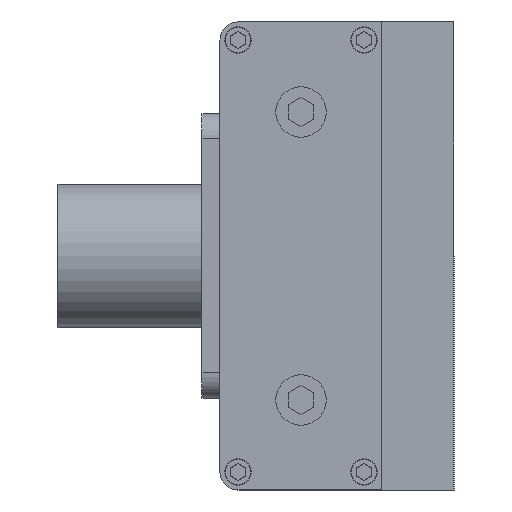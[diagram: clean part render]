
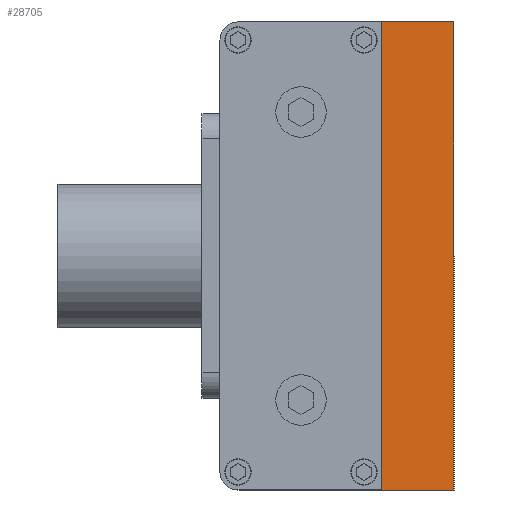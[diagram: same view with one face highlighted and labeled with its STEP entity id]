
A CAD part, left-side view. The second image highlights one B-rep face of the part: STEP entity #28705.
In plain terms, the highlighted planar face has unit normal (-1, 0, 0).
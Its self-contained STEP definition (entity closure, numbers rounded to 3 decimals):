
#591 = AXIS2_PLACEMENT_3D ( 'NONE', #9332, #6263, #21147 ) ;
#736 = ORIENTED_EDGE ( 'NONE', *, *, #23639, .F. ) ;
#2804 = VERTEX_POINT ( 'NONE', #11513 ) ;
#3275 = EDGE_CURVE ( 'NONE', #15219, #8016, #32953, .T. ) ;
#6263 = DIRECTION ( 'NONE',  ( 1., 0., 0. ) ) ;
#8016 = VERTEX_POINT ( 'NONE', #22732 ) ;
#8815 = VERTEX_POINT ( 'NONE', #29479 ) ;
#9332 = CARTESIAN_POINT ( 'NONE',  ( -590., -20., 65. ) ) ;
#9692 = DIRECTION ( 'NONE',  ( 0., 1., 0. ) ) ;
#11513 = CARTESIAN_POINT ( 'NONE',  ( -590., 0., 65. ) ) ;
#15011 = DIRECTION ( 'NONE',  ( 0., 0., -1. ) ) ;
#15219 = VERTEX_POINT ( 'NONE', #35917 ) ;
#15255 = EDGE_CURVE ( 'NONE', #2804, #8815, #17329, .T. ) ;
#15428 = PLANE ( 'NONE',  #591 ) ;
#17155 = ORIENTED_EDGE ( 'NONE', *, *, #3275, .F. ) ;
#17329 = LINE ( 'NONE', #28972, #18807 ) ;
#18017 = VECTOR ( 'NONE', #15011, 1000. ) ;
#18807 = VECTOR ( 'NONE', #26122, 1000. ) ;
#19191 = EDGE_LOOP ( 'NONE', ( #34279, #736, #17155, #25606 ) ) ;
#21147 = DIRECTION ( 'NONE',  ( 0., 0., -1. ) ) ;
#22213 = CARTESIAN_POINT ( 'NONE',  ( -590., -20., 65. ) ) ;
#22732 = CARTESIAN_POINT ( 'NONE',  ( -590., -20., -65. ) ) ;
#23421 = CARTESIAN_POINT ( 'NONE',  ( -590., -20., 65. ) ) ;
#23639 = EDGE_CURVE ( 'NONE', #8016, #8815, #30097, .T. ) ;
#25606 = ORIENTED_EDGE ( 'NONE', *, *, #33982, .T. ) ;
#26122 = DIRECTION ( 'NONE',  ( 0., 0., -1. ) ) ;
#26722 = VECTOR ( 'NONE', #9692, 1000. ) ;
#27738 = DIRECTION ( 'NONE',  ( 0., 1., 0. ) ) ;
#28705 = ADVANCED_FACE ( 'NONE', ( #33167 ), #15428, .F. ) ;
#28972 = CARTESIAN_POINT ( 'NONE',  ( -590., 0., 65. ) ) ;
#29479 = CARTESIAN_POINT ( 'NONE',  ( -590., 0., -65. ) ) ;
#30097 = LINE ( 'NONE', #35817, #26722 ) ;
#30624 = LINE ( 'NONE', #22213, #37232 ) ;
#32953 = LINE ( 'NONE', #23421, #18017 ) ;
#33167 = FACE_OUTER_BOUND ( 'NONE', #19191, .T. ) ;
#33982 = EDGE_CURVE ( 'NONE', #15219, #2804, #30624, .T. ) ;
#34279 = ORIENTED_EDGE ( 'NONE', *, *, #15255, .T. ) ;
#35817 = CARTESIAN_POINT ( 'NONE',  ( -590., -20., -65. ) ) ;
#35917 = CARTESIAN_POINT ( 'NONE',  ( -590., -20., 65. ) ) ;
#37232 = VECTOR ( 'NONE', #27738, 1000. ) ;
